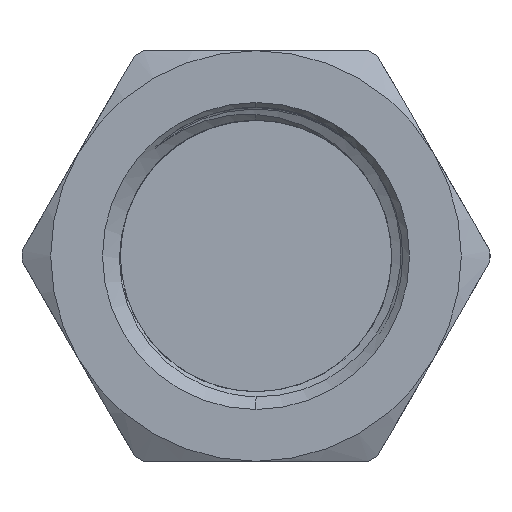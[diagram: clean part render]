
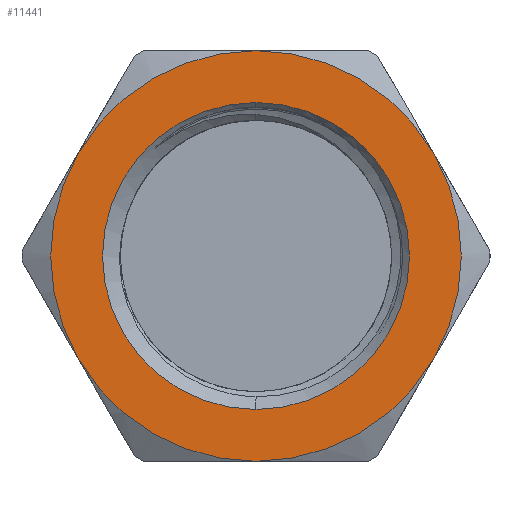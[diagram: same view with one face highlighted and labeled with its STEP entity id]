
A CAD part, left-side view. The second image highlights one B-rep face of the part: STEP entity #11441.
In plain terms, the highlighted planar face has unit normal (-1, 0, 0).
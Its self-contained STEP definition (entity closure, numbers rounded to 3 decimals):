
#83 = EDGE_CURVE ( 'NONE', #4129, #12145, #12045, .T. ) ;
#87 = EDGE_CURVE ( 'NONE', #12157, #12163, #12039, .T. ) ;
#141 = EDGE_CURVE ( 'NONE', #4142, #4129, #14116, .T. ) ;
#154 = EDGE_CURVE ( 'NONE', #12151, #12157, #14149, .T. ) ;
#156 = EDGE_CURVE ( 'NONE', #12145, #12151, #14152, .T. ) ;
#164 = EDGE_CURVE ( 'NONE', #4142, #12163, #14165, .T. ) ;
#379 = EDGE_LOOP ( 'NONE', ( #9506, #9507, #9510, #9511, #9509, #9513 ) ) ;
#759 = DIRECTION ( 'NONE',  ( 1., 0., 0. ) ) ;
#761 = DIRECTION ( 'NONE',  ( 0., 0., -1. ) ) ;
#828 = CARTESIAN_POINT ( 'NONE',  ( -60., 0., 0. ) ) ;
#829 = DIRECTION ( 'NONE',  ( 1., 0., 0. ) ) ;
#830 = DIRECTION ( 'NONE',  ( 0., 0., -1. ) ) ;
#839 = CARTESIAN_POINT ( 'NONE',  ( -60., 0., 0. ) ) ;
#940 = CARTESIAN_POINT ( 'NONE',  ( -60., 0., 0. ) ) ;
#942 = DIRECTION ( 'NONE',  ( -1., 0., 0. ) ) ;
#943 = DIRECTION ( 'NONE',  ( 0., 0., 1. ) ) ;
#946 = CARTESIAN_POINT ( 'NONE',  ( -60., 0., 0. ) ) ;
#962 = CARTESIAN_POINT ( 'NONE',  ( -60., 0., 0. ) ) ;
#964 = DIRECTION ( 'NONE',  ( 1., 0., 0. ) ) ;
#990 = DIRECTION ( 'NONE',  ( 0., 0., -1. ) ) ;
#1030 = CARTESIAN_POINT ( 'NONE',  ( -60., 0., 0. ) ) ;
#1096 = DIRECTION ( 'NONE',  ( 1., 0., 0. ) ) ;
#1098 = DIRECTION ( 'NONE',  ( 1., 0., 0. ) ) ;
#1103 = DIRECTION ( 'NONE',  ( 0., 0., -1. ) ) ;
#1123 = DIRECTION ( 'NONE',  ( 0., 0., -1. ) ) ;
#1811 = AXIS2_PLACEMENT_3D ( 'NONE', #962, #964, #990 ) ;
#1867 = AXIS2_PLACEMENT_3D ( 'NONE', #839, #759, #761 ) ;
#1872 = AXIS2_PLACEMENT_3D ( 'NONE', #828, #829, #830 ) ;
#1910 = AXIS2_PLACEMENT_3D ( 'NONE', #946, #1098, #1103 ) ;
#1911 = AXIS2_PLACEMENT_3D ( 'NONE', #1030, #1096, #1123 ) ;
#1915 = AXIS2_PLACEMENT_3D ( 'NONE', #940, #942, #943 ) ;
#2107 = AXIS2_PLACEMENT_3D ( 'NONE', #16819, #16827, #16828 ) ;
#2170 = AXIS2_PLACEMENT_3D ( 'NONE', #21603, #21602, #21601 ) ;
#2176 = AXIS2_PLACEMENT_3D ( 'NONE', #21660, #21659, #21658 ) ;
#4129 = VERTEX_POINT ( 'NONE', #14836 ) ;
#4142 = VERTEX_POINT ( 'NONE', #14819 ) ;
#8997 = EDGE_CURVE ( 'NONE', #15860, #15859, #12662, .T. ) ;
#9009 = EDGE_CURVE ( 'NONE', #15859, #15860, #12645, .T. ) ;
#9502 = ORIENTED_EDGE ( 'NONE', *, *, #9009, .T. ) ;
#9505 = ORIENTED_EDGE ( 'NONE', *, *, #8997, .T. ) ;
#9506 = ORIENTED_EDGE ( 'NONE', *, *, #154, .F. ) ;
#9507 = ORIENTED_EDGE ( 'NONE', *, *, #156, .F. ) ;
#9509 = ORIENTED_EDGE ( 'NONE', *, *, #164, .T. ) ;
#9510 = ORIENTED_EDGE ( 'NONE', *, *, #83, .F. ) ;
#9511 = ORIENTED_EDGE ( 'NONE', *, *, #141, .F. ) ;
#9513 = ORIENTED_EDGE ( 'NONE', *, *, #87, .F. ) ;
#11441 = ADVANCED_FACE ( 'NONE', ( #12507, #12491 ), #16820, .F. ) ;
#12039 = CIRCLE ( 'NONE', #1872, 11.5 ) ;
#12045 = CIRCLE ( 'NONE', #1867, 11.5 ) ;
#12145 = VERTEX_POINT ( 'NONE', #18821 ) ;
#12151 = VERTEX_POINT ( 'NONE', #18827 ) ;
#12157 = VERTEX_POINT ( 'NONE', #18833 ) ;
#12163 = VERTEX_POINT ( 'NONE', #18839 ) ;
#12491 = FACE_OUTER_BOUND ( 'NONE', #379, .T. ) ;
#12507 = FACE_BOUND ( 'NONE', #20775, .T. ) ;
#12645 = CIRCLE ( 'NONE', #2170, 8.6 ) ;
#12662 = CIRCLE ( 'NONE', #2176, 8.6 ) ;
#14116 = CIRCLE ( 'NONE', #1811, 11.5 ) ;
#14149 = CIRCLE ( 'NONE', #1910, 11.5 ) ;
#14152 = CIRCLE ( 'NONE', #1911, 11.5 ) ;
#14165 = CIRCLE ( 'NONE', #1915, 11.5 ) ;
#14819 = CARTESIAN_POINT ( 'NONE',  ( -60., 0., 11.5 ) ) ;
#14836 = CARTESIAN_POINT ( 'NONE',  ( -60., -9.959, 5.75 ) ) ;
#15859 = VERTEX_POINT ( 'NONE', #18937 ) ;
#15860 = VERTEX_POINT ( 'NONE', #18938 ) ;
#16819 = CARTESIAN_POINT ( 'NONE',  ( -60., -13.279, 0. ) ) ;
#16820 = PLANE ( 'NONE',  #2107 ) ;
#16827 = DIRECTION ( 'NONE',  ( 1., 0., 0. ) ) ;
#16828 = DIRECTION ( 'NONE',  ( 0., 0., -1. ) ) ;
#18821 = CARTESIAN_POINT ( 'NONE',  ( -60., -9.959, -5.75 ) ) ;
#18827 = CARTESIAN_POINT ( 'NONE',  ( -60., 0., -11.5 ) ) ;
#18833 = CARTESIAN_POINT ( 'NONE',  ( -60., 9.959, -5.75 ) ) ;
#18839 = CARTESIAN_POINT ( 'NONE',  ( -60., 9.959, 5.75 ) ) ;
#18937 = CARTESIAN_POINT ( 'NONE',  ( -60., 0., -8.6 ) ) ;
#18938 = CARTESIAN_POINT ( 'NONE',  ( -60., 0., 8.6 ) ) ;
#20775 = EDGE_LOOP ( 'NONE', ( #9505, #9502 ) ) ;
#21601 = DIRECTION ( 'NONE',  ( 0., 0., -1. ) ) ;
#21602 = DIRECTION ( 'NONE',  ( 1., 0., 0. ) ) ;
#21603 = CARTESIAN_POINT ( 'NONE',  ( -60., 0., 0. ) ) ;
#21658 = DIRECTION ( 'NONE',  ( 0., 0., -1. ) ) ;
#21659 = DIRECTION ( 'NONE',  ( 1., 0., 0. ) ) ;
#21660 = CARTESIAN_POINT ( 'NONE',  ( -60., 0., 0. ) ) ;
